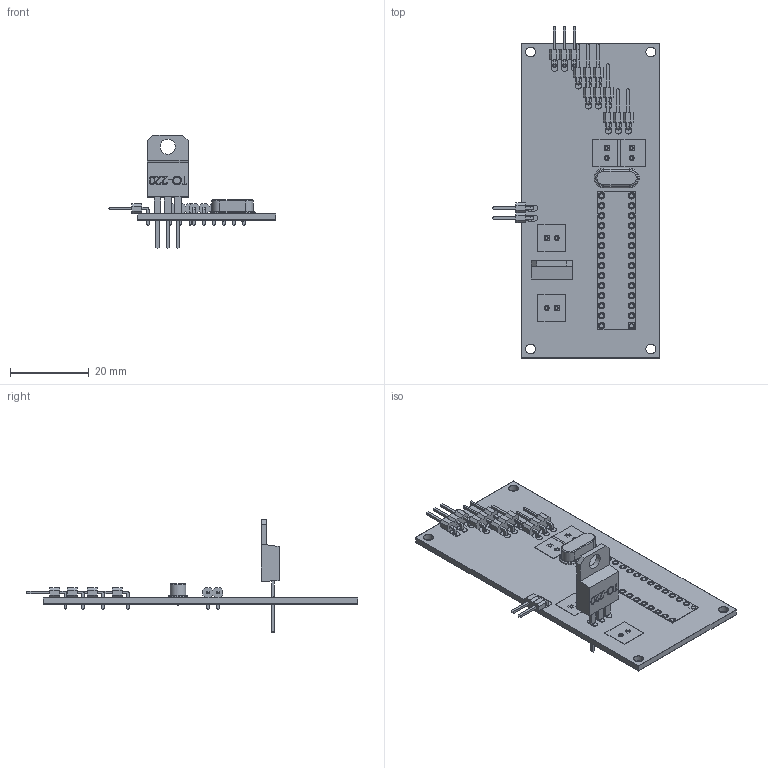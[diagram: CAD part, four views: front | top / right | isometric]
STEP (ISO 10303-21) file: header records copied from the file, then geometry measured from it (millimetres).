
FILE_DESCRIPTION(/* description */ (''),/* implementation_level */ '2;1');
FILE_NAME(/* name */ 'Carte de circuit servo.step',/* time_stamp */ '2024-04-18T12:41:52+02:00',/* author */ (''),/* organization */ (''),/* preprocessor_version */ 'ST-DEVELOPER v20',/* originating_system */ 'Autodesk Translation Framework v12.20.1.177',/* authorisation */ '');
FILE_SCHEMA (('AUTOMOTIVE_DESIGN { 1 0 10303 214 3 1 1 }'));
Products named in the file (13): (Non enregistré); Circuit imprimé; 1-copper; 16-copper; 1-soldermask; 16-soldermask; Packages; DIP254P762X457-28; 1X02/90; 1X03/90; XTALRR488W45L1150T500H350B; E2,5-7; TO220V
Assembly tree (18 placements, depth 3):
  (Non enregistré)
    Circuit imprimé
    1-copper
    16-copper
    1-soldermask
    16-soldermask
    Packages
      DIP254P762X457-28
      1X02/90
      1X03/90  x4
      XTALRR488W45L1150T500H350B
      E2,5-7  x4
      TO220V
Bounding box: 42.55 x 84.33 x 28.88 mm (x, y, z)
Volume: 5434.3 mm3; surface area: 22405.1 mm2
Topology: 262 solids, 262 shells, 2746 faces, 6418 edges, 4238 vertices
Faces by surface type: plane 1620, cylinder 1093, bspline 29, torus 4
Full cylindrical faces by diameter (mm): 0.457 x2, 0.587 x10, 0.657 x8, 0.743 x40, 0.813 x32, 0.946 x85, 1.016 x68, 1.048 x140, 1.118 x112, 2.5 x12, 3.835 x1
Entity records: 74961 total; most frequent: CARTESIAN_POINT 14345, DIRECTION 12764, ORIENTED_EDGE 11468, EDGE_CURVE 5734, AXIS2_PLACEMENT_3D 4621, VERTEX_POINT 3806, LINE 3522, VECTOR 3522
